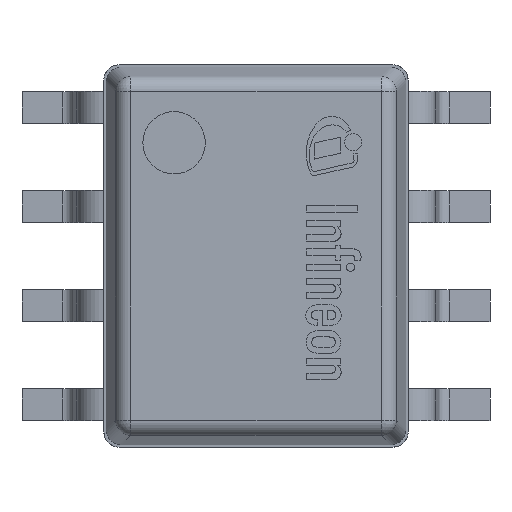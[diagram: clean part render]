
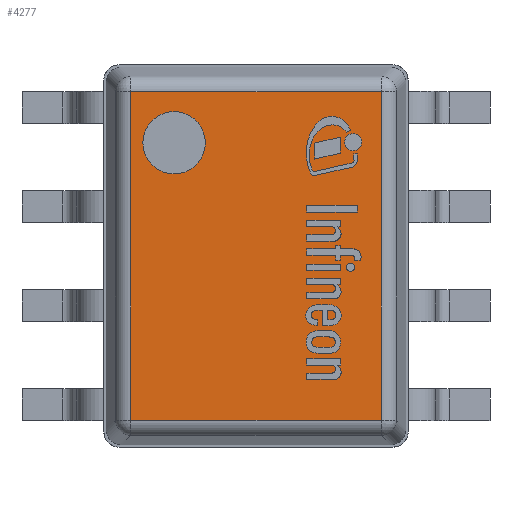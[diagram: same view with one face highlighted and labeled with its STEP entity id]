
A CAD part, top view. The second image highlights one B-rep face of the part: STEP entity #4277.
In plain terms, the highlighted planar face has unit normal (0, 0, 1).
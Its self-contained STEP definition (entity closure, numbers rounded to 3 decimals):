
#189=LINE('',#6284,#644);
#195=LINE('',#6313,#650);
#197=LINE('',#6316,#652);
#199=LINE('',#6319,#654);
#644=VECTOR('',#5087,1.);
#650=VECTOR('',#5119,1.);
#652=VECTOR('',#5123,1.);
#654=VECTOR('',#5127,1.);
#1074=PLANE('',#4614);
#1300=FACE_BOUND('',#1636,.T.);
#1360=FACE_OUTER_BOUND('',#1635,.T.);
#1635=EDGE_LOOP('',(#3181,#3182,#3183,#3184));
#1636=EDGE_LOOP('',(#3185));
#1894=CIRCLE('',#4615,0.4);
#2015=VERTEX_POINT('',#6258);
#2020=VERTEX_POINT('',#6271);
#2025=VERTEX_POINT('',#6287);
#2030=VERTEX_POINT('',#6300);
#2034=VERTEX_POINT('',#6325);
#2459=EDGE_CURVE('',#2015,#2020,#189,.T.);
#2473=EDGE_CURVE('',#2020,#2030,#195,.T.);
#2475=EDGE_CURVE('',#2030,#2025,#197,.T.);
#2477=EDGE_CURVE('',#2025,#2015,#199,.T.);
#2480=EDGE_CURVE('',#2034,#2034,#1894,.T.);
#3181=ORIENTED_EDGE('',*,*,#2459,.F.);
#3182=ORIENTED_EDGE('',*,*,#2477,.F.);
#3183=ORIENTED_EDGE('',*,*,#2475,.F.);
#3184=ORIENTED_EDGE('',*,*,#2473,.F.);
#3185=ORIENTED_EDGE('',*,*,#2480,.T.);
#4277=ADVANCED_FACE('',(#1360,#1300),#1074,.T.);
#4614=AXIS2_PLACEMENT_3D('',#6324,#5134,#5135);
#4615=AXIS2_PLACEMENT_3D('',#6326,#5136,#5137);
#5087=DIRECTION('',(1.,0.,0.));
#5119=DIRECTION('',(0.,-1.,0.));
#5123=DIRECTION('',(-1.,0.,0.));
#5127=DIRECTION('',(0.,1.,0.));
#5134=DIRECTION('center_axis',(0.,0.,1.));
#5135=DIRECTION('ref_axis',(1.,0.,0.));
#5136=DIRECTION('center_axis',(0.,0.,-1.));
#5137=DIRECTION('ref_axis',(-1.,0.,0.));
#6258=CARTESIAN_POINT('',(-1.607,2.107,1.72));
#6271=CARTESIAN_POINT('',(1.607,2.107,1.72));
#6284=CARTESIAN_POINT('',(-0.96,2.107,1.72));
#6287=CARTESIAN_POINT('',(-1.607,-2.107,1.72));
#6300=CARTESIAN_POINT('',(1.607,-2.107,1.72));
#6313=CARTESIAN_POINT('',(1.607,1.21,1.72));
#6316=CARTESIAN_POINT('',(0.96,-2.107,1.72));
#6319=CARTESIAN_POINT('',(-1.607,-1.21,1.72));
#6324=CARTESIAN_POINT('Origin',(0.,0.,
1.72));
#6325=CARTESIAN_POINT('',(-0.65,1.45,1.72));
#6326=CARTESIAN_POINT('Origin',(-1.05,1.45,1.72));
